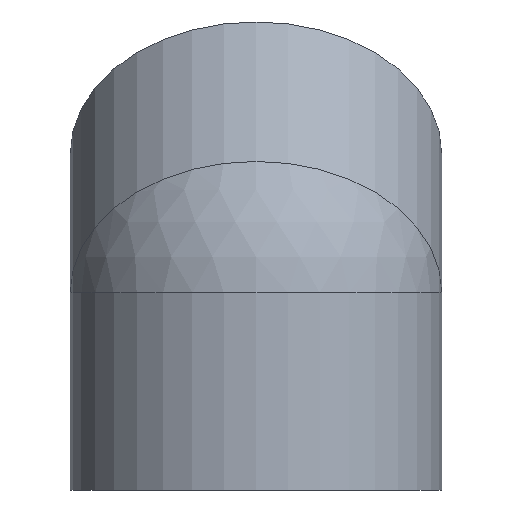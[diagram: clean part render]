
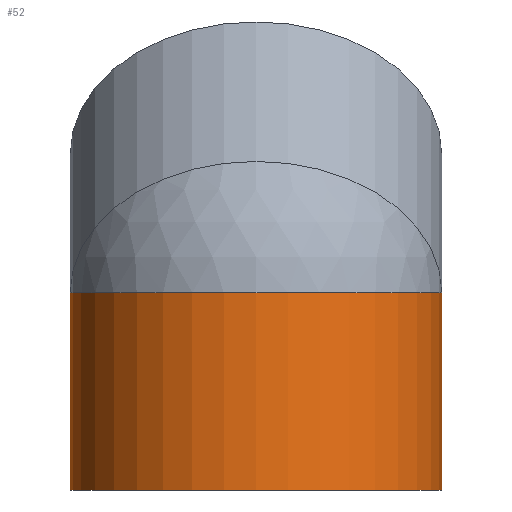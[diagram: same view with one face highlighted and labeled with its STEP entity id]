
A CAD part, left-side view. The second image highlights one B-rep face of the part: STEP entity #52.
In plain terms, the highlighted cylindrical face has radius 56.5 mm (diameter 113 mm), a full revolution.
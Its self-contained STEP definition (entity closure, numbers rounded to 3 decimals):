
#52 = ADVANCED_FACE( '', ( #107, #108 ), #109, .T. );
#107 = FACE_OUTER_BOUND( '', #160, .T. );
#108 = FACE_OUTER_BOUND( '', #161, .T. );
#109 = CYLINDRICAL_SURFACE( '', #162, 56.5 );
#160 = EDGE_LOOP( '', ( #227 ) );
#161 = EDGE_LOOP( '', ( #228, #229 ) );
#162 = AXIS2_PLACEMENT_3D( '', #230, #231, #232 );
#227 = ORIENTED_EDGE( '', *, *, #273, .T. );
#228 = ORIENTED_EDGE( '', *, *, #263, .F. );
#229 = ORIENTED_EDGE( '', *, *, #256, .F. );
#230 = CARTESIAN_POINT( '', ( 0., 0., 23.5 ) );
#231 = DIRECTION( '', ( 0., 0., 1. ) );
#232 = DIRECTION( '', ( -1., 0., 0. ) );
#256 = EDGE_CURVE( '', #284, #285, #286, .T. );
#263 = EDGE_CURVE( '', #285, #284, #296, .F. );
#273 = EDGE_CURVE( '', #309, #309, #310, .T. );
#284 = VERTEX_POINT( '', #322 );
#285 = VERTEX_POINT( '', #323 );
#286 = CIRCLE( '', #324, 56.5 );
#296 = ELLIPSE( '', #334, 61.155, 56.5 );
#309 = VERTEX_POINT( '', #347 );
#310 = CIRCLE( '', #348, 56.5 );
#322 = CARTESIAN_POINT( '', ( 0., 56.5, 23.5 ) );
#323 = CARTESIAN_POINT( '', ( 0., -56.5, 23.5 ) );
#324 = AXIS2_PLACEMENT_3D( '', #360, #361, #362 );
#334 = AXIS2_PLACEMENT_3D( '', #375, #376, #377 );
#347 = CARTESIAN_POINT( '', ( 56.5, 0., -36.5 ) );
#348 = AXIS2_PLACEMENT_3D( '', #390, #391, #392 );
#360 = CARTESIAN_POINT( '', ( 0., 0., 23.5 ) );
#361 = DIRECTION( '', ( 0., 0., 1. ) );
#362 = DIRECTION( '', ( 1., 0., 0. ) );
#375 = CARTESIAN_POINT( '', ( 0., 0., 23.5 ) );
#376 = DIRECTION( '', ( -0.383, 0., -0.924 ) );
#377 = DIRECTION( '', ( 0.924, 0., -0.383 ) );
#390 = CARTESIAN_POINT( '', ( 0., 0., -36.5 ) );
#391 = DIRECTION( '', ( 0., 0., 1. ) );
#392 = DIRECTION( '', ( 1., 0., 0. ) );
